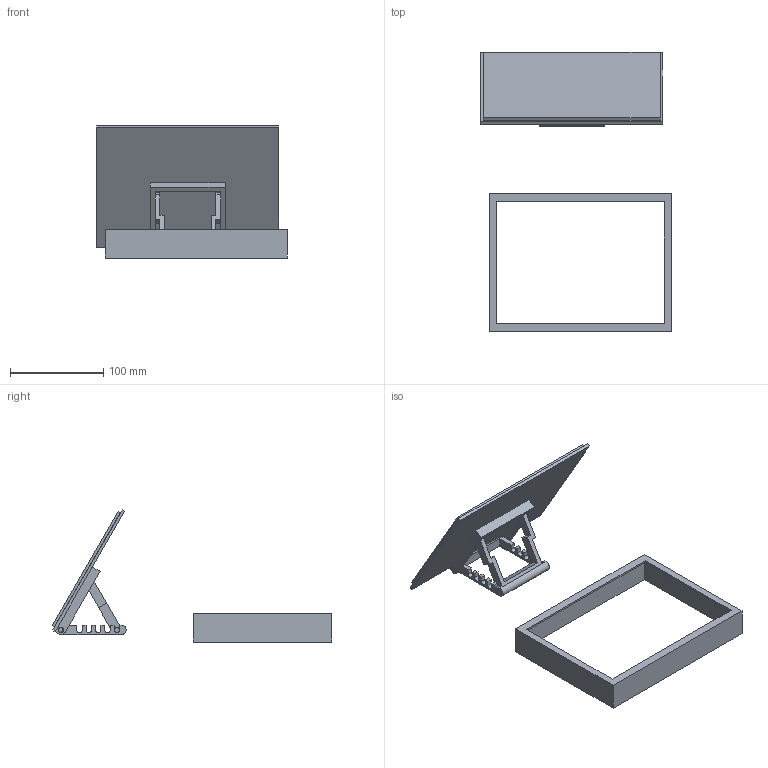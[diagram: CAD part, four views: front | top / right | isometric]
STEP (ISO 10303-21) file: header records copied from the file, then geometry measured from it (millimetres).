
FILE_DESCRIPTION(/* description */ (''),/* implementation_level */ '2;1');
FILE_NAME(/* name */ 'Pixel Frame.step',/* time_stamp */ '2025-06-08T18:13:14+02:00',/* author */ (''),/* organization */ (''),/* preprocessor_version */ 'ST-DEVELOPER v20.1',/* originating_system */ 'Autodesk Translation Framework v14.10.0.0',/* authorisation */ '');
FILE_SCHEMA (('AUTOMOTIVE_DESIGN { 1 0 10303 214 3 1 1 }'));
Length unit declared in the file: millimetre
Products named in the file (6): Pixel Frame.f3d; Componente1; Componente2; Componente3; Componente4; Componente5
Assembly tree (5 placements, depth 2):
  Pixel Frame.f3d
    Componente1
    Componente2
    Componente3
    Componente4
    Componente5
Bounding box: 204 x 299.18 x 141.27 mm (x, y, z)
Volume: 268603.5 mm3; surface area: 133867 mm2
Topology: 5 solids, 5 shells, 148 faces, 396 edges, 264 vertices
Faces by surface type: plane 121, cylinder 27
Full cylindrical faces by diameter (mm): 5 x6, 6.012 x4
Entity records: 4794 total; most frequent: CARTESIAN_POINT 819, ORIENTED_EDGE 792, DIRECTION 776, EDGE_CURVE 396, LINE 334, VECTOR 334, VERTEX_POINT 264, AXIS2_PLACEMENT_3D 221
